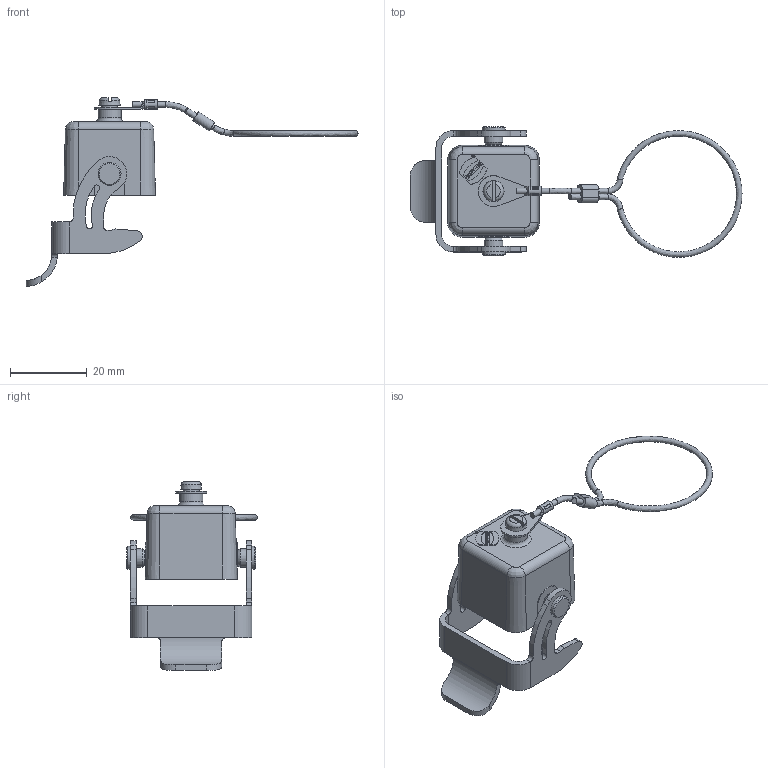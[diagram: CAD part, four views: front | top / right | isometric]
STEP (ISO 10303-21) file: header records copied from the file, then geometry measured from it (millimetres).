
FILE_DESCRIPTION(/* description */ (''),/* implementation_level */ '2;1');
FILE_NAME(/* name */ '100205106ugm000_b.stp',/* time_stamp */ '2014-08-28T10:05:22+02:00',/* author */ (''),/* organization */ (''),/* preprocessor_version */ 'ST-DEVELOPER v15',/* originating_system */ 'SIEMENS PLM Software NX 8.5',/* authorisation */ '');
FILE_SCHEMA (('AUTOMOTIVE_DESIGN { 1 0 10303 214 3 1 1 1 }'));
Length unit declared in the file: millimetre
Products named in the file (1): 100205106ugm000_b
Bounding box: 86.46 x 34.03 x 49.14 mm (x, y, z)
Volume: 4419.7 mm3; surface area: 7653.9 mm2
Topology: 3 solids, 3 shells, 334 faces, 827 edges, 533 vertices
Faces by surface type: plane 193, cylinder 84, bspline 37, cone 14, torus 6
Full cylindrical faces by diameter (mm): 0.452 x1, 0.591 x1, 2.5 x1, 4.15 x1, 4.8 x2, 5 x2, 6 x3
Entity records: 13415 total; most frequent: CARTESIAN_POINT 3302, ORIENTED_EDGE 1582, DIRECTION 1533, EDGE_CURVE 791, VERTEX_POINT 529, LINE 511, VECTOR 511, AXIS2_PLACEMENT_3D 511
